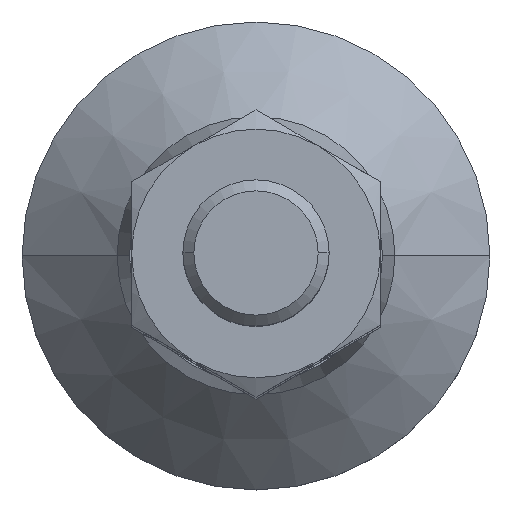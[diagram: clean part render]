
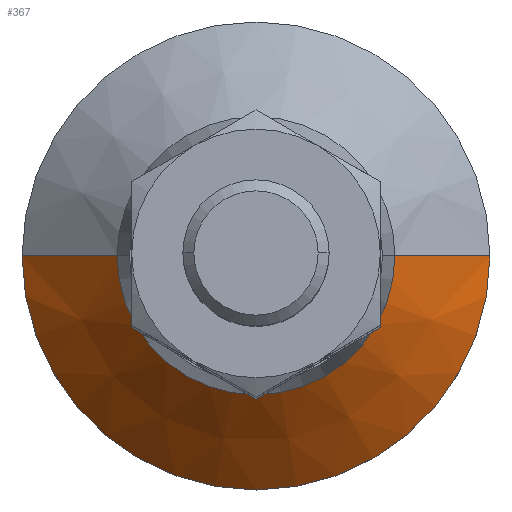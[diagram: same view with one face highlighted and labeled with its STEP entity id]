
A CAD part, top view. The second image highlights one B-rep face of the part: STEP entity #367.
In plain terms, the highlighted conical face has half-angle 45 degrees and reference radius 12.75 mm.
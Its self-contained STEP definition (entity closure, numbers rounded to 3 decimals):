
#367=ADVANCED_FACE('',(#1012),#1013,.T.);
#381=VERTEX_POINT('',#1028);
#483=VERTEX_POINT('',#1145);
#707=EDGE_CURVE('',#905,#483,#1393,.T.);
#721=VERTEX_POINT('',#1408);
#731=EDGE_CURVE('',#905,#721,#1419,.T.);
#881=EDGE_CURVE('',#721,#381,#1592,.T.);
#905=VERTEX_POINT('',#1619);
#935=EDGE_CURVE('',#381,#483,#1650,.T.);
#1012=FACE_OUTER_BOUND('',#1747,.T.);
#1013=CONICAL_SURFACE('',#1748,12.75,0.785);
#1028=CARTESIAN_POINT('',(-9.5,0.,11.5));
#1145=CARTESIAN_POINT('',(-16.0,0.,5.));
#1393=CIRCLE('',#2472,16.0);
#1408=CARTESIAN_POINT('',(9.5,0.,11.5));
#1419=LINE('',#2522,#2523);
#1592=CIRCLE('',#2836,9.5);
#1619=CARTESIAN_POINT('',(16.0,0.,5.));
#1650=LINE('',#2935,#2936);
#1747=EDGE_LOOP('',(#3037,#3038,#3039,#3040));
#1748=AXIS2_PLACEMENT_3D('',#3041,#3042,#3043);
#2472=AXIS2_PLACEMENT_3D('',#3492,#3493,#3494);
#2522=CARTESIAN_POINT('',(12.75,0.,8.25));
#2523=VECTOR('',#3515,1.0);
#2836=AXIS2_PLACEMENT_3D('',#3734,#3735,#3736);
#2935=CARTESIAN_POINT('',(-12.75,0.,8.25));
#2936=VECTOR('',#3777,1.0);
#3037=ORIENTED_EDGE('',*,*,#935,.T.);
#3038=ORIENTED_EDGE('',*,*,#707,.F.);
#3039=ORIENTED_EDGE('',*,*,#731,.T.);
#3040=ORIENTED_EDGE('',*,*,#881,.T.);
#3041=CARTESIAN_POINT('',(0.0,0.,8.25));
#3042=DIRECTION('',(-0.0,-0.0,-1.0));
#3043=DIRECTION('',(-1.0,0.,0.0));
#3492=CARTESIAN_POINT('',(0.0,0.,5.));
#3493=DIRECTION('',(-0.0,0.0,-1.0));
#3494=DIRECTION('',(-1.0,0.,0.0));
#3515=DIRECTION('',(-0.707,0.,0.707));
#3734=CARTESIAN_POINT('',(0.0,0.,11.5));
#3735=DIRECTION('',(-0.0,0.0,-1.0));
#3736=DIRECTION('',(-1.0,0.,0.0));
#3777=DIRECTION('',(-0.707,0.,-0.707));
